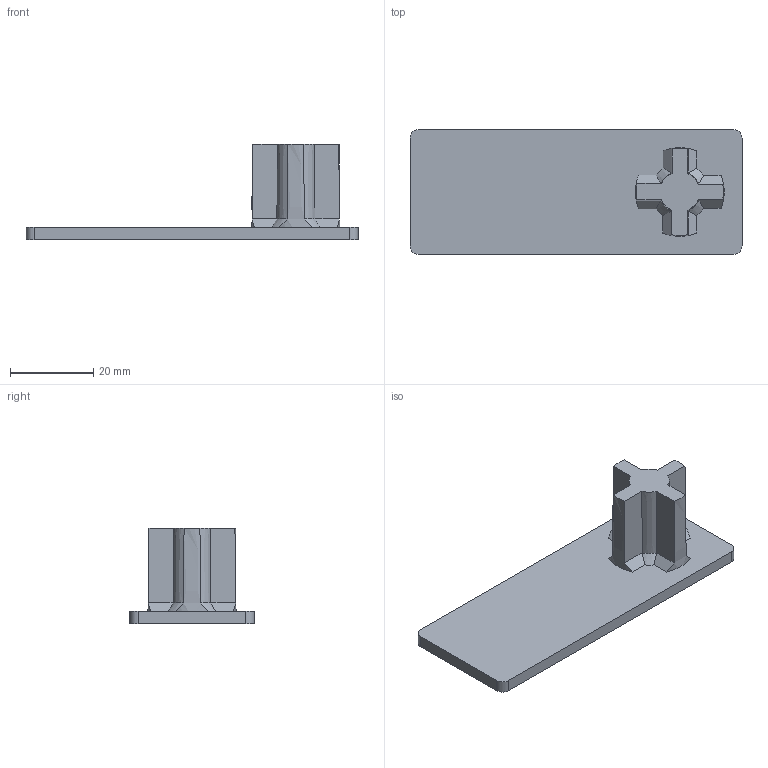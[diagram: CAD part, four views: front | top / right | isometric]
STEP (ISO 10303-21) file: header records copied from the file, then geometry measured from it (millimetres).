
FILE_DESCRIPTION(/* description */ (''),/* implementation_level */ '2;1');
FILE_NAME(/* name */ 'z-drag-chain-plate.step',/* time_stamp */ '2018-05-08T17:04:23+02:00',/* author */ ('r.varma'),/* organization */ (''),/* preprocessor_version */ 'ST-DEVELOPER v17',/* originating_system */ 'Autodesk Translation Framework v7.1.0.215',/* authorisation */ '');
FILE_SCHEMA (('AUTOMOTIVE_DESIGN { 1 0 10303 214 3 1 1 }'));
Length unit declared in the file: millimetre
Products named in the file (1): z-drag-chain-plate
Bounding box: 80 x 30 x 23 mm (x, y, z)
Volume: 10610 mm3; surface area: 6925 mm2
Topology: 1 solids, 1 shells, 39 faces, 100 edges, 64 vertices
Faces by surface type: plane 23, cone 12, cylinder 4
Entity records: 1211 total; most frequent: CARTESIAN_POINT 260, ORIENTED_EDGE 200, DIRECTION 192, EDGE_CURVE 100, AXIS2_PLACEMENT_3D 76, VERTEX_POINT 64, EDGE_LOOP 40, LINE 40
